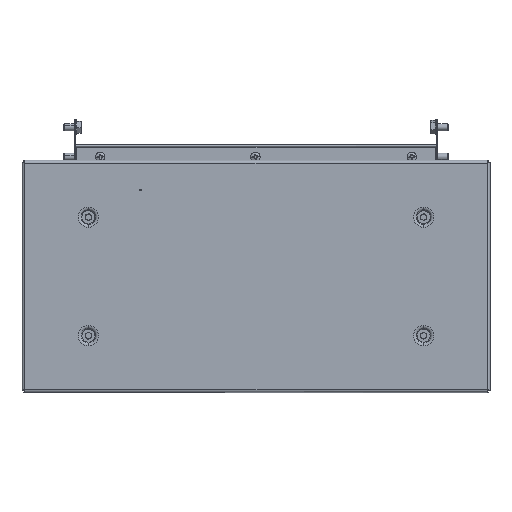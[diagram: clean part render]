
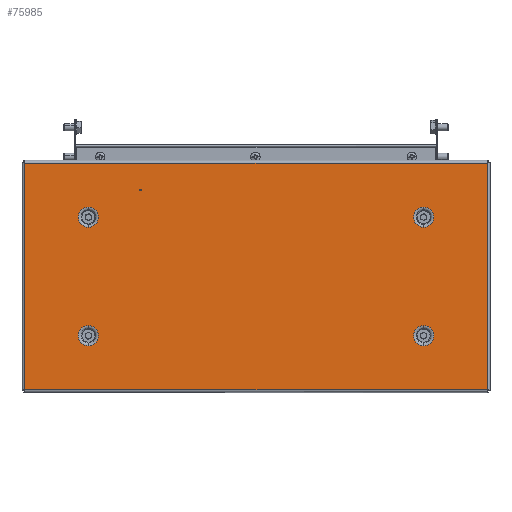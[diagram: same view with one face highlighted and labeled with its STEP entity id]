
A CAD part, top view. The second image highlights one B-rep face of the part: STEP entity #75985.
In plain terms, the highlighted planar face has unit normal (0, 0, 1).
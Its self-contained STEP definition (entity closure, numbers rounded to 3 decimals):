
#101 = DIRECTION ( 'NONE',  ( -1., 0., 0. ) ) ;
#165 = AXIS2_PLACEMENT_3D ( 'NONE', #8684, #21508, #33837 ) ;
#416 = CARTESIAN_POINT ( 'NONE',  ( -141.5, 50., 0. ) ) ;
#623 = DIRECTION ( 'NONE',  ( 0., 0., -1. ) ) ;
#656 = ORIENTED_EDGE ( 'NONE', *, *, #72305, .F. ) ;
#1673 = EDGE_CURVE ( 'NONE', #40061, #27646, #21891, .T. ) ;
#3323 = CARTESIAN_POINT ( 'NONE',  ( -196.029, -95.6, 0. ) ) ;
#3431 = EDGE_CURVE ( 'NONE', #62585, #62113, #68306, .T. ) ;
#4403 = ORIENTED_EDGE ( 'NONE', *, *, #49036, .F. ) ;
#5103 = CARTESIAN_POINT ( 'NONE',  ( 141.5, -41.557, 0. ) ) ;
#6610 = CARTESIAN_POINT ( 'NONE',  ( 141.5, 50., 0. ) ) ;
#7687 = AXIS2_PLACEMENT_3D ( 'NONE', #33765, #46034, #8336 ) ;
#8336 = DIRECTION ( 'NONE',  ( 0., 1., 0. ) ) ;
#8479 = EDGE_LOOP ( 'NONE', ( #66660, #656 ) ) ;
#8684 = CARTESIAN_POINT ( 'NONE',  ( -97.5, 73., 0. ) ) ;
#8921 = CIRCLE ( 'NONE', #46876, 0.5 ) ;
#9896 = VECTOR ( 'NONE', #50367, 1000. ) ;
#10358 = CARTESIAN_POINT ( 'NONE',  ( -195.1, 95.6, 0. ) ) ;
#11023 = AXIS2_PLACEMENT_3D ( 'NONE', #64429, #70831, #27664 ) ;
#11447 = CARTESIAN_POINT ( 'NONE',  ( 141.5, 41.557, 0. ) ) ;
#11958 = DIRECTION ( 'NONE',  ( 0., -1., 0. ) ) ;
#12844 = DIRECTION ( 'NONE',  ( 0., 1., 0. ) ) ;
#14248 = CARTESIAN_POINT ( 'NONE',  ( -141.5, -50., 0. ) ) ;
#14378 = ORIENTED_EDGE ( 'NONE', *, *, #1673, .T. ) ;
#14437 = VERTEX_POINT ( 'NONE', #73426 ) ;
#15450 = DIRECTION ( 'NONE',  ( 0., 1., 0. ) ) ;
#16139 = FACE_BOUND ( 'NONE', #44936, .T. ) ;
#16588 = ORIENTED_EDGE ( 'NONE', *, *, #76279, .F. ) ;
#16949 = EDGE_CURVE ( 'NONE', #22646, #40061, #59536, .T. ) ;
#16975 = VERTEX_POINT ( 'NONE', #43024 ) ;
#17212 = EDGE_CURVE ( 'NONE', #55079, #55935, #39390, .T. ) ;
#17706 = AXIS2_PLACEMENT_3D ( 'NONE', #416, #31492, #49927 ) ;
#18454 = CIRCLE ( 'NONE', #41043, 8.443 ) ;
#20944 = FACE_BOUND ( 'NONE', #23594, .T. ) ;
#21508 = DIRECTION ( 'NONE',  ( 0., 0., -1. ) ) ;
#21891 = LINE ( 'NONE', #3323, #23815 ) ;
#21970 = CARTESIAN_POINT ( 'NONE',  ( 141.5, 58.443, 0. ) ) ;
#22015 = DIRECTION ( 'NONE',  ( 0., 1., 0. ) ) ;
#22232 = VERTEX_POINT ( 'NONE', #29724 ) ;
#22285 = DIRECTION ( 'NONE',  ( 0., 0., 1. ) ) ;
#22646 = VERTEX_POINT ( 'NONE', #10358 ) ;
#23474 = ORIENTED_EDGE ( 'NONE', *, *, #77818, .T. ) ;
#23594 = EDGE_LOOP ( 'NONE', ( #68152, #50710 ) ) ;
#23815 = VECTOR ( 'NONE', #52339, 1000. ) ;
#23961 = DIRECTION ( 'NONE',  ( 0., 0., 1. ) ) ;
#24536 = CIRCLE ( 'NONE', #11023, 8.443 ) ;
#27646 = VERTEX_POINT ( 'NONE', #30708 ) ;
#27664 = DIRECTION ( 'NONE',  ( 0., 1., 0. ) ) ;
#27952 = VERTEX_POINT ( 'NONE', #39772 ) ;
#29010 = ORIENTED_EDGE ( 'NONE', *, *, #40626, .T. ) ;
#29536 = EDGE_LOOP ( 'NONE', ( #73777, #14378, #49368, #29010 ) ) ;
#29645 = CARTESIAN_POINT ( 'NONE',  ( -141.5, 41.557, 0. ) ) ;
#29724 = CARTESIAN_POINT ( 'NONE',  ( 141.5, -58.443, 0. ) ) ;
#30708 = CARTESIAN_POINT ( 'NONE',  ( 195.1, -95.6, 0. ) ) ;
#31201 = CARTESIAN_POINT ( 'NONE',  ( -97.5, 73., 0. ) ) ;
#31492 = DIRECTION ( 'NONE',  ( 0., 0., 1. ) ) ;
#32655 = CARTESIAN_POINT ( 'NONE',  ( -98., 73., 0. ) ) ;
#33765 = CARTESIAN_POINT ( 'NONE',  ( -141.5, 50., 0. ) ) ;
#33837 = DIRECTION ( 'NONE',  ( -1., 0., 0. ) ) ;
#33878 = EDGE_CURVE ( 'NONE', #74380, #14437, #47125, .T. ) ;
#34093 = CIRCLE ( 'NONE', #52583, 8.443 ) ;
#34233 = AXIS2_PLACEMENT_3D ( 'NONE', #42394, #23961, #36261 ) ;
#36261 = DIRECTION ( 'NONE',  ( 1., 0., 0. ) ) ;
#36310 = VERTEX_POINT ( 'NONE', #5103 ) ;
#37454 = VECTOR ( 'NONE', #11958, 1000. ) ;
#37484 = EDGE_CURVE ( 'NONE', #36310, #22232, #18454, .T. ) ;
#39390 = CIRCLE ( 'NONE', #72712, 8.443 ) ;
#39772 = CARTESIAN_POINT ( 'NONE',  ( -141.5, -41.557, 0. ) ) ;
#39955 = ORIENTED_EDGE ( 'NONE', *, *, #33878, .T. ) ;
#40061 = VERTEX_POINT ( 'NONE', #62336 ) ;
#40626 = EDGE_CURVE ( 'NONE', #75972, #22646, #53994, .T. ) ;
#41043 = AXIS2_PLACEMENT_3D ( 'NONE', #67523, #42580, #12844 ) ;
#42394 = CARTESIAN_POINT ( 'NONE',  ( 0., 0., 0. ) ) ;
#42580 = DIRECTION ( 'NONE',  ( 0., 0., 1. ) ) ;
#43024 = CARTESIAN_POINT ( 'NONE',  ( -141.5, -58.443, 0. ) ) ;
#43882 = EDGE_CURVE ( 'NONE', #55935, #55079, #34093, .T. ) ;
#44936 = EDGE_LOOP ( 'NONE', ( #70774, #50082 ) ) ;
#45716 = CIRCLE ( 'NONE', #50101, 8.443 ) ;
#46034 = DIRECTION ( 'NONE',  ( 0., 0., 1. ) ) ;
#46876 = AXIS2_PLACEMENT_3D ( 'NONE', #31201, #623, #101 ) ;
#47125 = CIRCLE ( 'NONE', #165, 0.5 ) ;
#48145 = CARTESIAN_POINT ( 'NONE',  ( -141.5, 58.443, 0. ) ) ;
#48251 = PLANE ( 'NONE',  #34233 ) ;
#48649 = FACE_BOUND ( 'NONE', #60064, .T. ) ;
#49036 = EDGE_CURVE ( 'NONE', #16975, #27952, #24536, .T. ) ;
#49368 = ORIENTED_EDGE ( 'NONE', *, *, #63259, .T. ) ;
#49927 = DIRECTION ( 'NONE',  ( 0., 1., 0. ) ) ;
#50082 = ORIENTED_EDGE ( 'NONE', *, *, #17212, .F. ) ;
#50101 = AXIS2_PLACEMENT_3D ( 'NONE', #14248, #57121, #75027 ) ;
#50367 = DIRECTION ( 'NONE',  ( -1., 0., 0. ) ) ;
#50710 = ORIENTED_EDGE ( 'NONE', *, *, #74184, .F. ) ;
#50891 = VECTOR ( 'NONE', #68141, 1000. ) ;
#51804 = CIRCLE ( 'NONE', #64834, 8.443 ) ;
#52339 = DIRECTION ( 'NONE',  ( 1., 0., 0. ) ) ;
#52583 = AXIS2_PLACEMENT_3D ( 'NONE', #6610, #62067, #55591 ) ;
#53994 = LINE ( 'NONE', #73968, #9896 ) ;
#54463 = FACE_BOUND ( 'NONE', #8479, .T. ) ;
#55079 = VERTEX_POINT ( 'NONE', #11447 ) ;
#55591 = DIRECTION ( 'NONE',  ( 0., 1., 0. ) ) ;
#55935 = VERTEX_POINT ( 'NONE', #21970 ) ;
#57121 = DIRECTION ( 'NONE',  ( 0., 0., 1. ) ) ;
#58837 = CARTESIAN_POINT ( 'NONE',  ( 195.1, 95.6, 0. ) ) ;
#59536 = LINE ( 'NONE', #67690, #37454 ) ;
#60064 = EDGE_LOOP ( 'NONE', ( #39955, #23474 ) ) ;
#61514 = CARTESIAN_POINT ( 'NONE',  ( 195.1, -96.529, 0. ) ) ;
#62067 = DIRECTION ( 'NONE',  ( 0., 0., 1. ) ) ;
#62113 = VERTEX_POINT ( 'NONE', #29645 ) ;
#62336 = CARTESIAN_POINT ( 'NONE',  ( -195.1, -95.6, 0. ) ) ;
#62585 = VERTEX_POINT ( 'NONE', #48145 ) ;
#63259 = EDGE_CURVE ( 'NONE', #27646, #75972, #67206, .T. ) ;
#64429 = CARTESIAN_POINT ( 'NONE',  ( -141.5, -50., 0. ) ) ;
#64834 = AXIS2_PLACEMENT_3D ( 'NONE', #65137, #22285, #22015 ) ;
#65137 = CARTESIAN_POINT ( 'NONE',  ( 141.5, -50., 0. ) ) ;
#66660 = ORIENTED_EDGE ( 'NONE', *, *, #3431, .F. ) ;
#67206 = LINE ( 'NONE', #61514, #50891 ) ;
#67523 = CARTESIAN_POINT ( 'NONE',  ( 141.5, -50., 0. ) ) ;
#67690 = CARTESIAN_POINT ( 'NONE',  ( -195.1, 96.529, 0. ) ) ;
#68141 = DIRECTION ( 'NONE',  ( 0., 1., 0. ) ) ;
#68152 = ORIENTED_EDGE ( 'NONE', *, *, #37484, .F. ) ;
#68306 = CIRCLE ( 'NONE', #17706, 8.443 ) ;
#69795 = FACE_BOUND ( 'NONE', #72306, .T. ) ;
#70359 = CARTESIAN_POINT ( 'NONE',  ( 141.5, 50., 0. ) ) ;
#70774 = ORIENTED_EDGE ( 'NONE', *, *, #43882, .F. ) ;
#70831 = DIRECTION ( 'NONE',  ( 0., 0., 1. ) ) ;
#72306 = EDGE_LOOP ( 'NONE', ( #16588, #4403 ) ) ;
#72305 = EDGE_CURVE ( 'NONE', #62113, #62585, #77731, .T. ) ;
#72712 = AXIS2_PLACEMENT_3D ( 'NONE', #70359, #76964, #15450 ) ;
#73426 = CARTESIAN_POINT ( 'NONE',  ( -97., 73., 0. ) ) ;
#73777 = ORIENTED_EDGE ( 'NONE', *, *, #16949, .T. ) ;
#73968 = CARTESIAN_POINT ( 'NONE',  ( 196.029, 95.6, 0. ) ) ;
#74184 = EDGE_CURVE ( 'NONE', #22232, #36310, #51804, .T. ) ;
#74380 = VERTEX_POINT ( 'NONE', #32655 ) ;
#75027 = DIRECTION ( 'NONE',  ( 0., 1., 0. ) ) ;
#75972 = VERTEX_POINT ( 'NONE', #58837 ) ;
#75985 = ADVANCED_FACE ( 'NONE', ( #48649, #20944, #69795, #16139, #54463, #78315 ), #48251, .T. ) ;
#76279 = EDGE_CURVE ( 'NONE', #27952, #16975, #45716, .T. ) ;
#76964 = DIRECTION ( 'NONE',  ( 0., 0., 1. ) ) ;
#77731 = CIRCLE ( 'NONE', #7687, 8.443 ) ;
#77818 = EDGE_CURVE ( 'NONE', #14437, #74380, #8921, .T. ) ;
#78315 = FACE_OUTER_BOUND ( 'NONE', #29536, .T. ) ;
